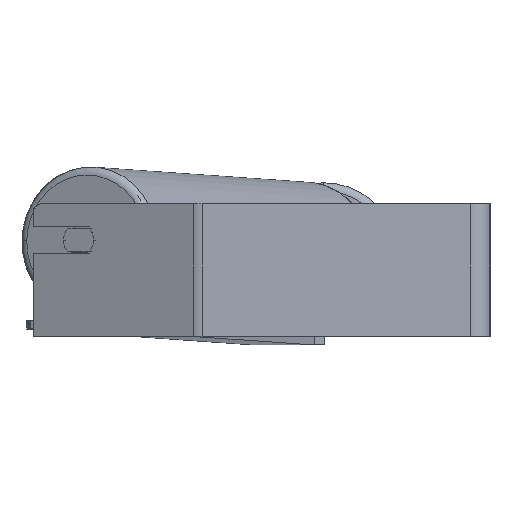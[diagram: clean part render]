
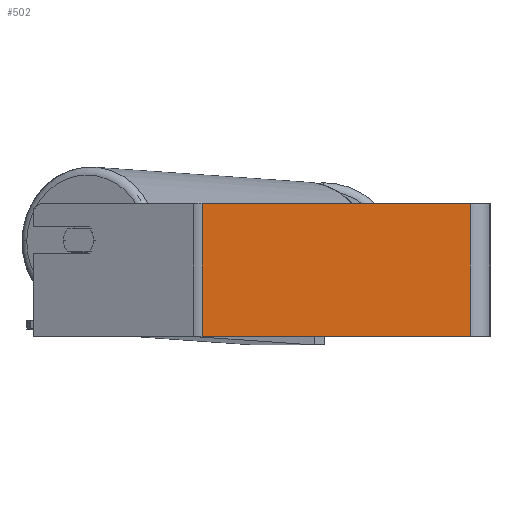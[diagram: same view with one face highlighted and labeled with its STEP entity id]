
A CAD part, left-side view. The second image highlights one B-rep face of the part: STEP entity #502.
In plain terms, the highlighted planar face has unit normal (-1, 0, 0).
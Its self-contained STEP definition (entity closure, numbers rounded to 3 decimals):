
#41 = ORIENTED_EDGE ( 'NONE', *, *, #4116, .F. ) ;
#354 = CARTESIAN_POINT ( 'NONE',  ( -525., 173.297, 40. ) ) ;
#502 = ADVANCED_FACE ( 'NONE', ( #5125 ), #1646, .F. ) ;
#840 = CARTESIAN_POINT ( 'NONE',  ( -525., 12., 40. ) ) ;
#955 = DIRECTION ( 'NONE',  ( 0., 0., -1. ) ) ;
#1016 = VECTOR ( 'NONE', #8509, 1000. ) ;
#1209 = LINE ( 'NONE', #5954, #4103 ) ;
#1646 = PLANE ( 'NONE',  #7988 ) ;
#2001 = CARTESIAN_POINT ( 'NONE',  ( -525., 12., -40. ) ) ;
#2303 = LINE ( 'NONE', #840, #5835 ) ;
#2562 = VERTEX_POINT ( 'NONE', #4827 ) ;
#3729 = CARTESIAN_POINT ( 'NONE',  ( -525., 175.957, 40. ) ) ;
#4103 = VECTOR ( 'NONE', #4589, 1000. ) ;
#4116 = EDGE_CURVE ( 'NONE', #2562, #5462, #2303, .T. ) ;
#4118 = EDGE_CURVE ( 'NONE', #8915, #2562, #8686, .T. ) ;
#4337 = EDGE_CURVE ( 'NONE', #6535, #5462, #1209, .T. ) ;
#4589 = DIRECTION ( 'NONE',  ( 0., -1., 0. ) ) ;
#4827 = CARTESIAN_POINT ( 'NONE',  ( -525., 12., 40. ) ) ;
#5125 = FACE_OUTER_BOUND ( 'NONE', #5642, .T. ) ;
#5128 = LINE ( 'NONE', #354, #7904 ) ;
#5175 = CARTESIAN_POINT ( 'NONE',  ( -525., 173.297, -40. ) ) ;
#5354 = EDGE_CURVE ( 'NONE', #8915, #6535, #5128, .T. ) ;
#5462 = VERTEX_POINT ( 'NONE', #2001 ) ;
#5566 = ORIENTED_EDGE ( 'NONE', *, *, #5354, .T. ) ;
#5642 = EDGE_LOOP ( 'NONE', ( #6100, #41, #8204, #5566 ) ) ;
#5835 = VECTOR ( 'NONE', #8550, 1000. ) ;
#5942 = CARTESIAN_POINT ( 'NONE',  ( -525., 173.297, 40. ) ) ;
#5954 = CARTESIAN_POINT ( 'NONE',  ( -525., 175.957, -40. ) ) ;
#6100 = ORIENTED_EDGE ( 'NONE', *, *, #4337, .T. ) ;
#6535 = VERTEX_POINT ( 'NONE', #5175 ) ;
#7151 = CARTESIAN_POINT ( 'NONE',  ( -525., 175.957, 40. ) ) ;
#7904 = VECTOR ( 'NONE', #955, 1000. ) ;
#7905 = DIRECTION ( 'NONE',  ( 1., 0., 0. ) ) ;
#7951 = DIRECTION ( 'NONE',  ( 0., 0., -1. ) ) ;
#7988 = AXIS2_PLACEMENT_3D ( 'NONE', #3729, #7905, #7951 ) ;
#8204 = ORIENTED_EDGE ( 'NONE', *, *, #4118, .F. ) ;
#8509 = DIRECTION ( 'NONE',  ( 0., -1., 0. ) ) ;
#8550 = DIRECTION ( 'NONE',  ( 0., 0., -1. ) ) ;
#8686 = LINE ( 'NONE', #7151, #1016 ) ;
#8915 = VERTEX_POINT ( 'NONE', #5942 ) ;
